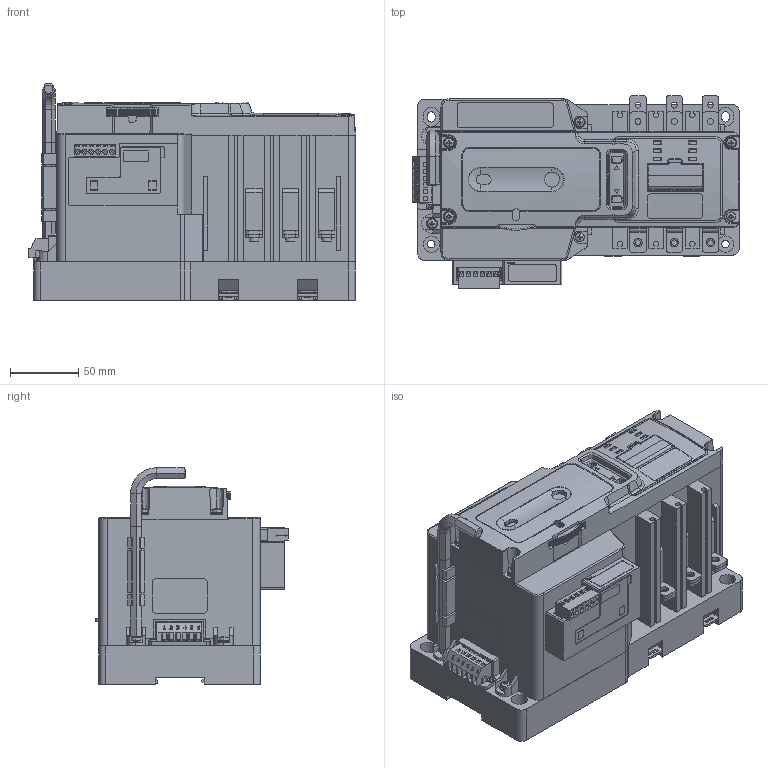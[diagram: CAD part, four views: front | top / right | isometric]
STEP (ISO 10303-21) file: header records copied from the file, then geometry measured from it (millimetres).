
FILE_DESCRIPTION (( 'STEP AP203' ), '1' );
FILE_NAME ('CDQ3s-63-3P-seamlessMOD.STEP', '2025-02-12T06:45:27', ( '微软用户' ), ( '微软中国' ), 'SwSTEP 2.0', 'SolidWorks 2018', '' );
FILE_SCHEMA (( 'CONFIG_CONTROL_DESIGN' ));
Products named in the file (1): CDQ3s-63-3P-seamlessMOD
Bounding box: 238.55 x 141 x 158.2 mm (x, y, z)
Volume: 2931126.4 mm3; surface area: 323833.1 mm2
Topology: 24 solids, 31 shells, 3391 faces, 9014 edges, 5869 vertices
Faces by surface type: plane 2114, cylinder 888, bspline 221, cone 164, sphere 4
Entity records: 119047 total; most frequent: CARTESIAN_POINT 35989, ORIENTED_EDGE 17986, DIRECTION 16018, EDGE_CURVE 8993, LINE 6004, VECTOR 6004, VERTEX_POINT 5867, AXIS2_PLACEMENT_3D 5007
